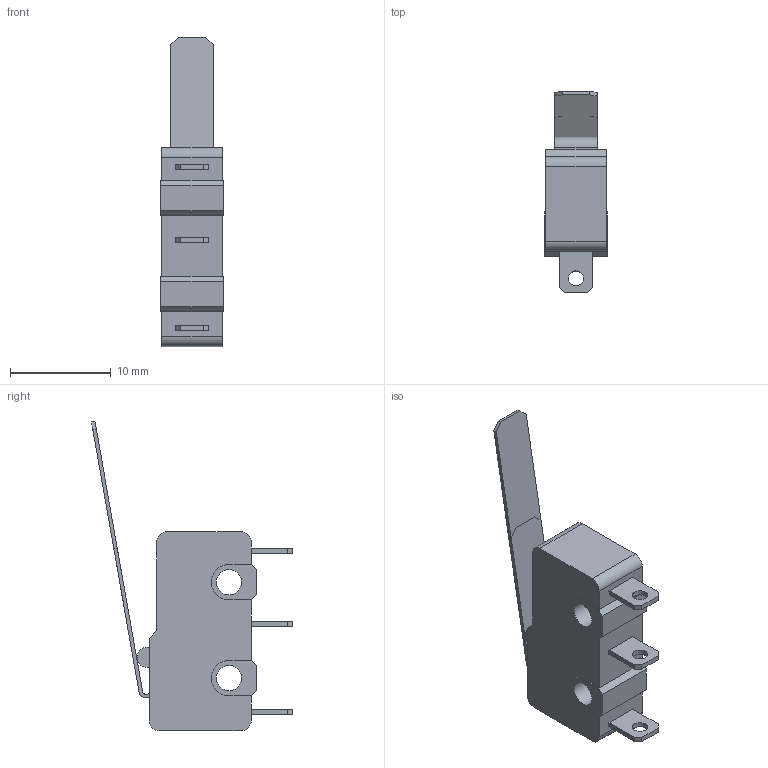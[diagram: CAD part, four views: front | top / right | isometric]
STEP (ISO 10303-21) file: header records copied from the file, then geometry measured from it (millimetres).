
FILE_DESCRIPTION(/* description */ (''),/* implementation_level */ '2;1');
FILE_NAME(/* name */ 'model.step',/* time_stamp */ '2021-08-25T08:33:10+07:00',/* author */ (''),/* organization */ (''),/* preprocessor_version */ 'ST-DEVELOPER v18.1',/* originating_system */ 'Autodesk Translation Framework v10.10.0.1391',/* authorisation */ '');
FILE_SCHEMA (('AUTOMOTIVE_DESIGN { 1 0 10303 214 3 1 1 }'));
Length unit declared in the file: millimetre
Products named in the file (1): 5A limit sw
Bounding box: 6.2 x 19.92 x 30.63 mm (x, y, z)
Volume: 1196.7 mm3; surface area: 1379.5 mm2
Topology: 3 solids, 3 shells, 96 faces, 247 edges, 162 vertices
Faces by surface type: plane 78, cylinder 18
Full cylindrical faces by diameter (mm): 1.5 x3, 2.5 x2
Entity records: 2972 total; most frequent: CARTESIAN_POINT 506, ORIENTED_EDGE 494, DIRECTION 477, EDGE_CURVE 247, LINE 211, VECTOR 211, VERTEX_POINT 162, AXIS2_PLACEMENT_3D 133
